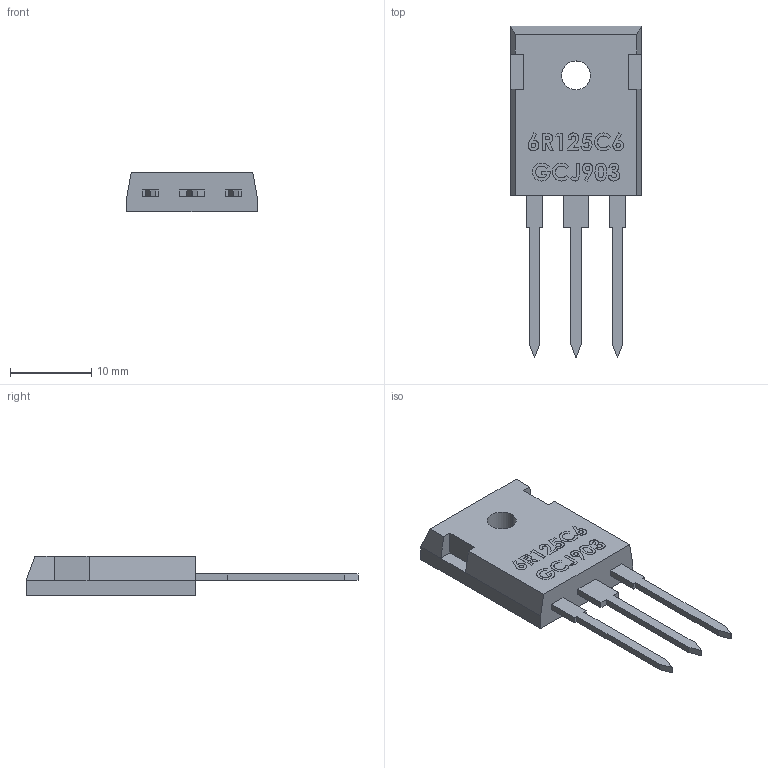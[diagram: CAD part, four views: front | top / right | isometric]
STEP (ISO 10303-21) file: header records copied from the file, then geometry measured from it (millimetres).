
FILE_DESCRIPTION (( 'STEP AP214' ), '1' );
FILE_NAME ('6R125C6.STEP', '2024-04-18T14:01:49', ( '' ), ( '' ), 'SwSTEP 2.0', 'SolidWorks 2024', '' );
FILE_SCHEMA (( 'AUTOMOTIVE_DESIGN' ));
Length unit declared in the file: millimetre
Products named in the file (1): 6R125C6
Bounding box: 16 x 40.8 x 4.91 mm (x, y, z)
Volume: 1559.4 mm3; surface area: 1307 mm2
Topology: 1 solids, 1 shells, 241 faces, 642 edges, 426 vertices
Faces by surface type: plane 142, bspline 95, cylinder 4
Entity records: 15388 total; most frequent: CARTESIAN_POINT 7349, ORIENTED_EDGE 1284, DIRECTION 754, EDGE_CURVE 642, LINE 444, VECTOR 444, VERTEX_POINT 426, EDGE_LOOP 266
